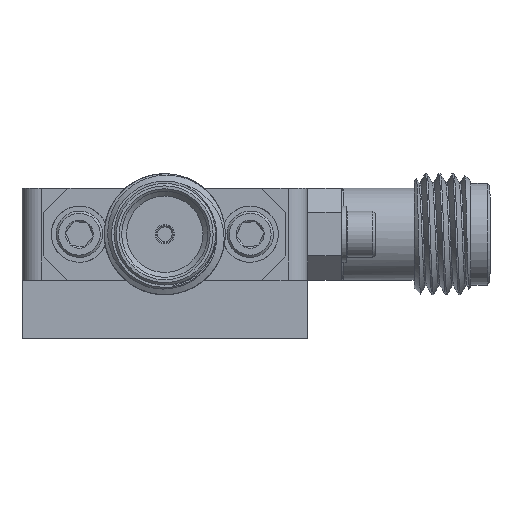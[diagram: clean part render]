
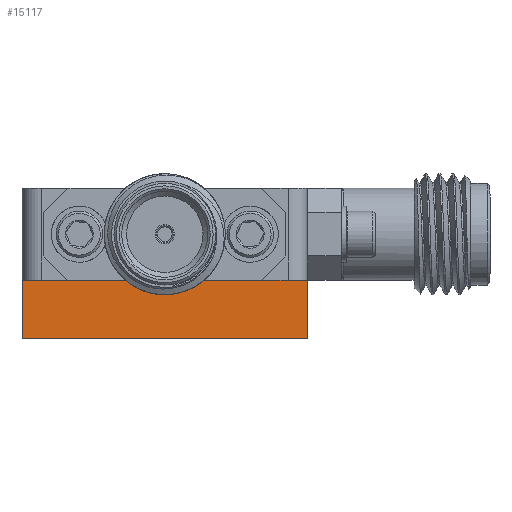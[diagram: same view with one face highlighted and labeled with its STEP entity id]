
A CAD part, left-side view. The second image highlights one B-rep face of the part: STEP entity #15117.
In plain terms, the highlighted planar face has unit normal (-1, 0, 0).
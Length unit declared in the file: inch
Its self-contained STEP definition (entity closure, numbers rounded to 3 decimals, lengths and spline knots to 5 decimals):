
#158 = VERTEX_POINT ( 'NONE', #18392 ) ;
#196 = VERTEX_POINT ( 'NONE', #7447 ) ;
#212 = VERTEX_POINT ( 'NONE', #39977 ) ;
#324 = EDGE_CURVE ( 'NONE', #20649, #212, #10985, .T. ) ;
#768 = VERTEX_POINT ( 'NONE', #19473 ) ;
#2213 = CARTESIAN_POINT ( 'NONE',  ( -0.4, 0.2, -0.19 ) ) ;
#2416 = LINE ( 'NONE', #13403, #32263 ) ;
#2962 = DIRECTION ( 'NONE',  ( 0., 0., 1. ) ) ;
#3842 = CARTESIAN_POINT ( 'NONE',  ( -0.4, -0.295, -0.19 ) ) ;
#4226 = EDGE_CURVE ( 'NONE', #768, #20649, #28869, .T. ) ;
#5157 = CARTESIAN_POINT ( 'NONE',  ( -0.4, -0.295, -0.19 ) ) ;
#6011 = LINE ( 'NONE', #44160, #32343 ) ;
#6657 = CARTESIAN_POINT ( 'NONE',  ( -0.4, 0.255, -0.19 ) ) ;
#7370 = EDGE_CURVE ( 'NONE', #45682, #38017, #47707, .T. ) ;
#7375 = DIRECTION ( 'NONE',  ( 0., 1., 0. ) ) ;
#7447 = CARTESIAN_POINT ( 'NONE',  ( -0.4, -0.2, -0.19 ) ) ;
#8458 = VECTOR ( 'NONE', #39666, 39.37008 ) ;
#10956 = EDGE_CURVE ( 'NONE', #158, #38017, #6011, .T. ) ;
#10985 = LINE ( 'NONE', #3842, #41983 ) ;
#11066 = FACE_OUTER_BOUND ( 'NONE', #32530, .T. ) ;
#11376 = DIRECTION ( 'NONE',  ( 0., 1., 0. ) ) ;
#12970 = VECTOR ( 'NONE', #41591, 39.37008 ) ;
#13403 = CARTESIAN_POINT ( 'NONE',  ( -0.4, -0.295, -0.19 ) ) ;
#15117 = ADVANCED_FACE ( 'NONE', ( #11066 ), #40556, .T. ) ;
#15826 = AXIS2_PLACEMENT_3D ( 'NONE', #25053, #28769, #2962 ) ;
#17542 = VERTEX_POINT ( 'NONE', #2213 ) ;
#18036 = ORIENTED_EDGE ( 'NONE', *, *, #324, .T. ) ;
#18306 = CARTESIAN_POINT ( 'NONE',  ( -0.4, -0.295, -0.31 ) ) ;
#18392 = CARTESIAN_POINT ( 'NONE',  ( -0.4, 0.295, -0.31 ) ) ;
#19275 = ORIENTED_EDGE ( 'NONE', *, *, #10956, .F. ) ;
#19473 = CARTESIAN_POINT ( 'NONE',  ( -0.4, -0.295, -0.31 ) ) ;
#19628 = VECTOR ( 'NONE', #7375, 39.37008 ) ;
#20124 = EDGE_CURVE ( 'NONE', #17542, #196, #41666, .T. ) ;
#20649 = VERTEX_POINT ( 'NONE', #33827 ) ;
#21749 = CARTESIAN_POINT ( 'NONE',  ( -0.4, 0.295, -0.19 ) ) ;
#22256 = EDGE_CURVE ( 'NONE', #768, #158, #47350, .T. ) ;
#23025 = VECTOR ( 'NONE', #27094, 39.37008 ) ;
#25053 = CARTESIAN_POINT ( 'NONE',  ( -0.4, -0.295, -0.19 ) ) ;
#26420 = ORIENTED_EDGE ( 'NONE', *, *, #7370, .T. ) ;
#27094 = DIRECTION ( 'NONE',  ( 0., -1., 0. ) ) ;
#27226 = ORIENTED_EDGE ( 'NONE', *, *, #4226, .T. ) ;
#28371 = CARTESIAN_POINT ( 'NONE',  ( -0.4, -0.295, -0.31 ) ) ;
#28540 = ORIENTED_EDGE ( 'NONE', *, *, #47219, .F. ) ;
#28769 = DIRECTION ( 'NONE',  ( -1., 0., 0. ) ) ;
#28869 = LINE ( 'NONE', #28371, #8458 ) ;
#29099 = CARTESIAN_POINT ( 'NONE',  ( -0.4, -0.295, -0.19 ) ) ;
#29274 = DIRECTION ( 'NONE',  ( 0., 0., 1. ) ) ;
#29604 = ORIENTED_EDGE ( 'NONE', *, *, #30127, .F. ) ;
#30127 = EDGE_CURVE ( 'NONE', #45682, #17542, #33520, .T. ) ;
#32263 = VECTOR ( 'NONE', #43158, 39.37008 ) ;
#32343 = VECTOR ( 'NONE', #29274, 39.37008 ) ;
#32530 = EDGE_LOOP ( 'NONE', ( #29604, #26420, #19275, #45115, #27226, #18036, #28540, #41578 ) ) ;
#33520 = LINE ( 'NONE', #5157, #23025 ) ;
#33827 = CARTESIAN_POINT ( 'NONE',  ( -0.4, -0.295, -0.19 ) ) ;
#34060 = CARTESIAN_POINT ( 'NONE',  ( -0.4, 0.25, -0.19 ) ) ;
#38017 = VERTEX_POINT ( 'NONE', #21749 ) ;
#39666 = DIRECTION ( 'NONE',  ( 0., 0., 1. ) ) ;
#39977 = CARTESIAN_POINT ( 'NONE',  ( -0.4, -0.255, -0.19 ) ) ;
#40556 = PLANE ( 'NONE',  #15826 ) ;
#41578 = ORIENTED_EDGE ( 'NONE', *, *, #20124, .F. ) ;
#41591 = DIRECTION ( 'NONE',  ( 0., -1., 0. ) ) ;
#41666 = LINE ( 'NONE', #34060, #12970 ) ;
#41983 = VECTOR ( 'NONE', #11376, 39.37008 ) ;
#43158 = DIRECTION ( 'NONE',  ( 0., -1., 0. ) ) ;
#44160 = CARTESIAN_POINT ( 'NONE',  ( -0.4, 0.295, -0.31 ) ) ;
#45115 = ORIENTED_EDGE ( 'NONE', *, *, #22256, .F. ) ;
#45682 = VERTEX_POINT ( 'NONE', #6657 ) ;
#46200 = VECTOR ( 'NONE', #48225, 39.37008 ) ;
#47219 = EDGE_CURVE ( 'NONE', #196, #212, #2416, .T. ) ;
#47350 = LINE ( 'NONE', #18306, #46200 ) ;
#47707 = LINE ( 'NONE', #29099, #19628 ) ;
#48225 = DIRECTION ( 'NONE',  ( 0., 1., 0. ) ) ;
